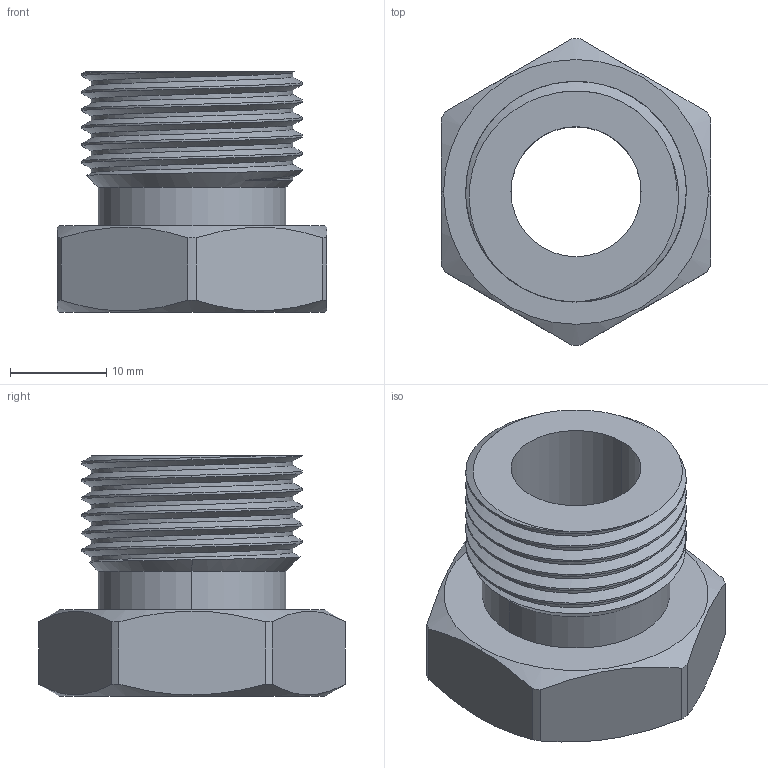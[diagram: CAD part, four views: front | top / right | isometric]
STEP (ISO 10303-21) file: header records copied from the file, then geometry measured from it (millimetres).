
FILE_DESCRIPTION (( 'STEP AP214' ), '1' );
FILE_NAME ('Part8.STEP', '2021-05-12T07:55:15', ( '' ), ( '' ), 'SwSTEP 2.0', 'SolidWorks 2020', '' );
FILE_SCHEMA (( 'AUTOMOTIVE_DESIGN' ));
Length unit declared in the file: millimetre
Products named in the file (1): Part8
Bounding box: 28 x 31.85 x 25 mm (x, y, z)
Volume: 8089.1 mm3; surface area: 4547 mm2
Topology: 1 solids, 1 shells, 42 faces, 114 edges, 75 vertices
Faces by surface type: cylinder 23, plane 9, cone 7, bspline 3
Entity records: 4960 total; most frequent: CARTESIAN_POINT 3963, ORIENTED_EDGE 228, DIRECTION 169, EDGE_CURVE 114, VERTEX_POINT 75, AXIS2_PLACEMENT_3D 67, EDGE_LOOP 45, ADVANCED_FACE 42
